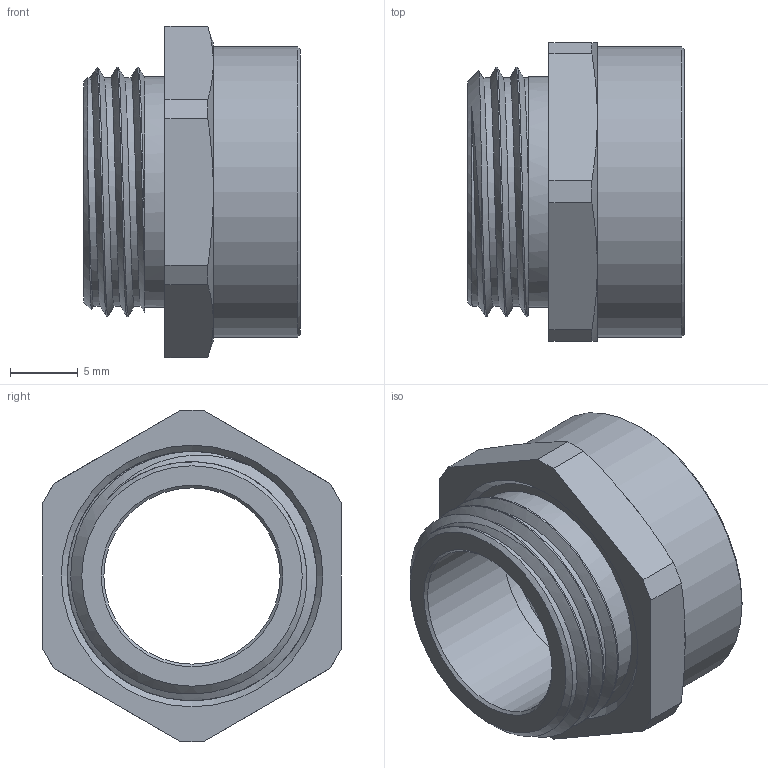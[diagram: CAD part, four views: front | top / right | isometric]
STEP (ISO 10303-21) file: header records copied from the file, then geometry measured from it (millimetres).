
FILE_DESCRIPTION(/* description */ ('Adapter PG 11/ M16x1,5'),/* implementation_level */ '2;1');
FILE_NAME(/* name */ '61071116-RST.stp',/* time_stamp */ '2020-07-28T13:44:05+02:00',/* author */ ('sl'),/* organization */ (''),/* preprocessor_version */ 'ST-DEVELOPER v16.5',/* originating_system */ 'Autodesk Inventor 2017',/* authorisation */ '');
FILE_SCHEMA (('AUTOMOTIVE_DESIGN { 1 0 10303 214 3 1 1 }'));
Length unit declared in the file: millimetre
Products named in the file (1): 61071116
Bounding box: 16 x 22 x 24.44 mm (x, y, z)
Volume: 2667.6 mm3; surface area: 2585.9 mm2
Topology: 1 solids, 1 shells, 47 faces, 113 edges, 72 vertices
Faces by surface type: plane 21, cone 11, cylinder 11, bspline 4
Full cylindrical faces by diameter (mm): 13 x1, 14.34 x4, 17.03 x1, 21.4 x1
Entity records: 2562 total; most frequent: CARTESIAN_POINT 1650, ORIENTED_EDGE 176, DIRECTION 176, EDGE_CURVE 88, AXIS2_PLACEMENT_3D 76, VERTEX_POINT 60, EDGE_LOOP 58, FACE_OUTER_BOUND 43
